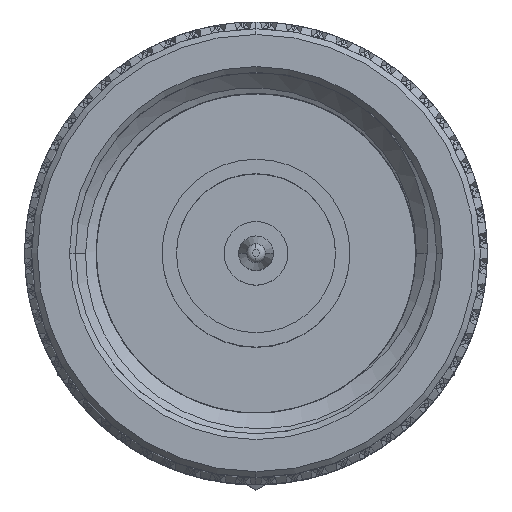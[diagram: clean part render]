
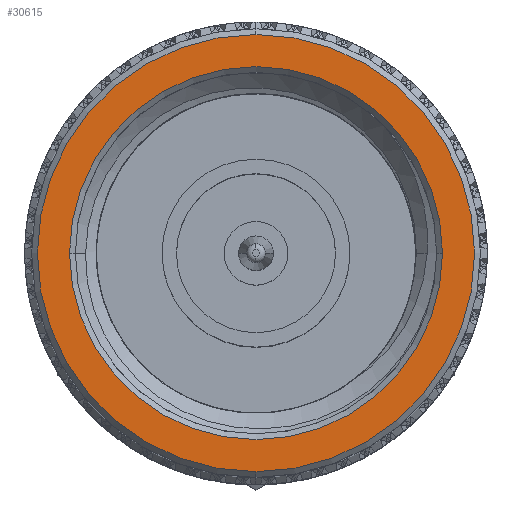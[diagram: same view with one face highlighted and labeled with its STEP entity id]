
A CAD part, top view. The second image highlights one B-rep face of the part: STEP entity #30615.
In plain terms, the highlighted face is planar.
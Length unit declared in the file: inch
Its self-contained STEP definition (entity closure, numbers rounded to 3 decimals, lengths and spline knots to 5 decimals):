
#2621 = CARTESIAN_POINT ( 'NONE',  ( 0., 0., 0. ) ) ;
#5144 = VERTEX_POINT ( 'NONE', #55628 ) ;
#8743 = DIRECTION ( 'NONE',  ( -1., 0., 0. ) ) ;
#13082 = AXIS2_PLACEMENT_3D ( 'NONE', #32206, #96209, #78336 ) ;
#13262 = VERTEX_POINT ( 'NONE', #22735 ) ;
#13746 = ORIENTED_EDGE ( 'NONE', *, *, #26210, .T. ) ;
#22735 = CARTESIAN_POINT ( 'NONE',  ( 0., 0., -0.3225 ) ) ;
#26110 = CARTESIAN_POINT ( 'NONE',  ( 0., -0.37809, 0. ) ) ;
#26210 = EDGE_CURVE ( 'NONE', #68643, #72820, #71083, .T. ) ;
#28516 = CARTESIAN_POINT ( 'NONE',  ( 0., 0.38809, 0. ) ) ;
#30615 = ADVANCED_FACE ( 'NONE', ( #91931, #56364 ), #64729, .T. ) ;
#32206 = CARTESIAN_POINT ( 'NONE',  ( 0., 0., 0. ) ) ;
#33778 = AXIS2_PLACEMENT_3D ( 'NONE', #2621, #77315, #67403 ) ;
#33961 = CIRCLE ( 'NONE', #80994, 0.37809 ) ;
#35459 = DIRECTION ( 'NONE',  ( 0., -1., 0. ) ) ;
#36246 = DIRECTION ( 'NONE',  ( -1., 0., 0. ) ) ;
#55628 = CARTESIAN_POINT ( 'NONE',  ( 0., 0., 0.3225 ) ) ;
#56364 = FACE_OUTER_BOUND ( 'NONE', #79403, .T. ) ;
#56963 = AXIS2_PLACEMENT_3D ( 'NONE', #28516, #8743, #92150 ) ;
#57064 = ORIENTED_EDGE ( 'NONE', *, *, #67234, .T. ) ;
#60741 = CIRCLE ( 'NONE', #33778, 0.3225 ) ;
#61520 = CARTESIAN_POINT ( 'NONE',  ( 0., 0.37809, 0. ) ) ;
#63305 = CARTESIAN_POINT ( 'NONE',  ( 0., 0., 0. ) ) ;
#64729 = PLANE ( 'NONE',  #56963 ) ;
#67234 = EDGE_CURVE ( 'NONE', #13262, #5144, #72266, .T. ) ;
#67403 = DIRECTION ( 'NONE',  ( 0., -1., 0. ) ) ;
#67412 = ORIENTED_EDGE ( 'NONE', *, *, #104557, .T. ) ;
#68127 = EDGE_LOOP ( 'NONE', ( #67412, #57064 ) ) ;
#68643 = VERTEX_POINT ( 'NONE', #26110 ) ;
#70074 = AXIS2_PLACEMENT_3D ( 'NONE', #109000, #90719, #109369 ) ;
#71083 = CIRCLE ( 'NONE', #13082, 0.37809 ) ;
#72266 = CIRCLE ( 'NONE', #70074, 0.3225 ) ;
#72820 = VERTEX_POINT ( 'NONE', #61520 ) ;
#77315 = DIRECTION ( 'NONE',  ( 1., 0., 0. ) ) ;
#78336 = DIRECTION ( 'NONE',  ( 0., -1., 0. ) ) ;
#79403 = EDGE_LOOP ( 'NONE', ( #98607, #13746 ) ) ;
#80994 = AXIS2_PLACEMENT_3D ( 'NONE', #63305, #36246, #35459 ) ;
#90719 = DIRECTION ( 'NONE',  ( 1., 0., 0. ) ) ;
#90774 = EDGE_CURVE ( 'NONE', #72820, #68643, #33961, .T. ) ;
#91931 = FACE_BOUND ( 'NONE', #68127, .T. ) ;
#92150 = DIRECTION ( 'NONE',  ( 0., -1., 0. ) ) ;
#96209 = DIRECTION ( 'NONE',  ( -1., 0., 0. ) ) ;
#98607 = ORIENTED_EDGE ( 'NONE', *, *, #90774, .T. ) ;
#104557 = EDGE_CURVE ( 'NONE', #5144, #13262, #60741, .T. ) ;
#109000 = CARTESIAN_POINT ( 'NONE',  ( 0., 0., 0. ) ) ;
#109369 = DIRECTION ( 'NONE',  ( 0., -1., 0. ) ) ;
